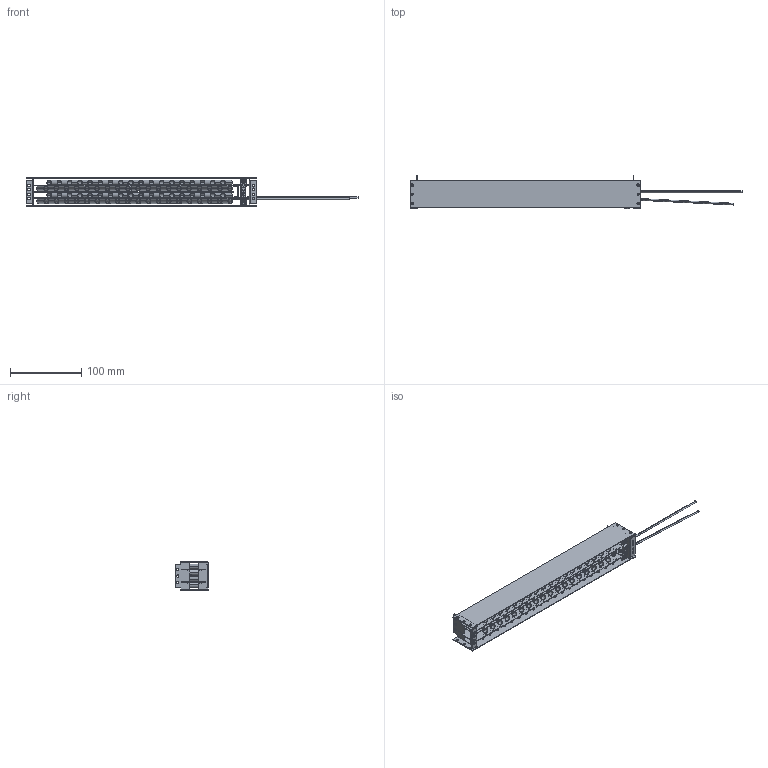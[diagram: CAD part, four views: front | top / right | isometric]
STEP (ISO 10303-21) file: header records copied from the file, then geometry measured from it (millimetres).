
FILE_DESCRIPTION (( 'STEP AP203' ), '1' );
FILE_NAME ('CB12 AUG2017 203.STEP', '2017-08-31T17:25:36', ( '' ), ( '' ), 'SwSTEP 2.0', 'SolidWorks 2017', '' );
FILE_SCHEMA (( 'CONFIG_CONTROL_DESIGN' ));
Length unit declared in the file: inch
Products named in the file (1): CB12 AUG2017 203
Bounding box: 466.21 x 46.42 x 41.63 mm (x, y, z)
Volume: 69984 mm3; surface area: 211019 mm2
Topology: 129 solids, 129 shells, 1838 faces, 4497 edges, 2947 vertices
Faces by surface type: plane 904, cylinder 690, cone 183, torus 56, bspline 4, sphere 1
Full cylindrical faces by diameter (mm): 2.794 x1
Entity records: 62429 total; most frequent: CARTESIAN_POINT 17239, DIRECTION 9646, ORIENTED_EDGE 8996, EDGE_CURVE 4498, AXIS2_PLACEMENT_3D 3509, VERTEX_POINT 2948, LINE 2628, VECTOR 2628
